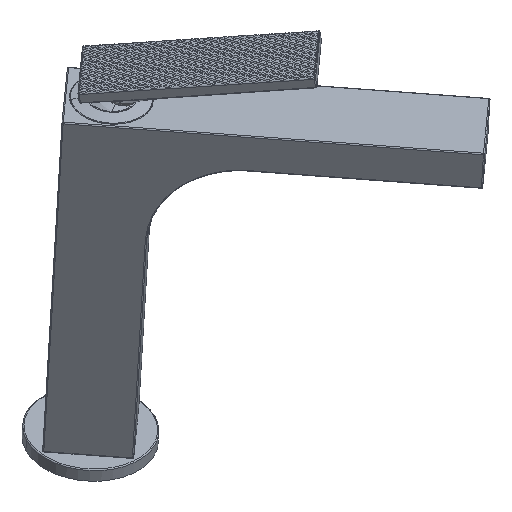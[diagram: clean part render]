
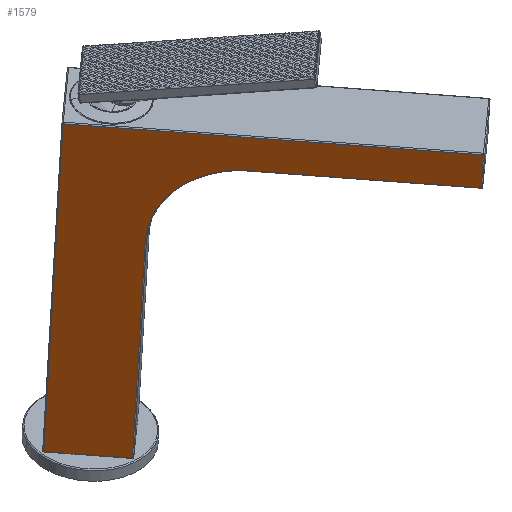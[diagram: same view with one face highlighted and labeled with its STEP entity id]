
A CAD part, isometric view. The second image highlights one B-rep face of the part: STEP entity #1579.
In plain terms, the highlighted face is planar.
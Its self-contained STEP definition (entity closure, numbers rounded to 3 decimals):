
#740=CARTESIAN_POINT('Vertex',(154.75,-18.75,179.5)) ;
#743=CARTESIAN_POINT('Line Origine',(154.75,-18.75,93.75)) ;
#747=CARTESIAN_POINT('Vertex',(154.75,-18.75,162.308)) ;
#770=CARTESIAN_POINT('Line Origine',(68.,-18.75,162.308)) ;
#774=CARTESIAN_POINT('Vertex',(58.75,-18.75,162.308)) ;
#941=CARTESIAN_POINT('Vertex',(18.25,-18.75,122.)) ;
#988=CARTESIAN_POINT('Control Point',(18.25,-18.75,122.)) ;
#989=CARTESIAN_POINT('Control Point',(18.25,-18.75,122.098)) ;
#990=CARTESIAN_POINT('Control Point',(18.25,-18.75,122.196)) ;
#991=CARTESIAN_POINT('Control Point',(18.251,-18.75,122.295)) ;
#992=CARTESIAN_POINT('Control Point',(18.284,-18.75,125.926)) ;
#993=CARTESIAN_POINT('Control Point',(18.729,-18.75,129.549)) ;
#994=CARTESIAN_POINT('Control Point',(19.552,-18.75,133.024)) ;
#995=CARTESIAN_POINT('Control Point',(21.355,-18.75,138.054)) ;
#996=CARTESIAN_POINT('Control Point',(23.957,-18.75,142.714)) ;
#997=CARTESIAN_POINT('Control Point',(24.902,-18.75,144.206)) ;
#998=CARTESIAN_POINT('Control Point',(26.18,-18.75,146.001)) ;
#999=CARTESIAN_POINT('Control Point',(27.573,-18.75,147.7)) ;
#1000=CARTESIAN_POINT('Control Point',(27.854,-18.75,148.033)) ;
#1001=CARTESIAN_POINT('Control Point',(28.424,-18.75,148.692)) ;
#1002=CARTESIAN_POINT('Control Point',(29.014,-18.75,149.337)) ;
#1003=CARTESIAN_POINT('Control Point',(29.313,-18.75,149.655)) ;
#1004=CARTESIAN_POINT('Control Point',(30.426,-18.75,150.809)) ;
#1005=CARTESIAN_POINT('Control Point',(31.602,-18.75,151.913)) ;
#1006=CARTESIAN_POINT('Control Point',(32.49,-18.75,152.689)) ;
#1007=CARTESIAN_POINT('Control Point',(33.867,-18.75,153.805)) ;
#1008=CARTESIAN_POINT('Control Point',(35.303,-18.75,154.845)) ;
#1009=CARTESIAN_POINT('Control Point',(35.787,-18.75,155.182)) ;
#1010=CARTESIAN_POINT('Control Point',(37.744,-18.75,156.494)) ;
#1011=CARTESIAN_POINT('Control Point',(39.796,-18.75,157.664)) ;
#1012=CARTESIAN_POINT('Control Point',(41.384,-18.75,158.459)) ;
#1013=CARTESIAN_POINT('Control Point',(43.558,-18.75,159.402)) ;
#1014=CARTESIAN_POINT('Control Point',(45.799,-18.75,160.186)) ;
#1015=CARTESIAN_POINT('Control Point',(46.36,-18.75,160.371)) ;
#1016=CARTESIAN_POINT('Control Point',(48.052,-18.75,160.894)) ;
#1017=CARTESIAN_POINT('Control Point',(49.769,-18.75,161.325)) ;
#1018=CARTESIAN_POINT('Control Point',(50.919,-18.75,161.568)) ;
#1019=CARTESIAN_POINT('Control Point',(53.149,-18.75,161.957)) ;
#1020=CARTESIAN_POINT('Control Point',(55.373,-18.75,162.188)) ;
#1021=CARTESIAN_POINT('Control Point',(56.445,-18.75,162.263)) ;
#1022=CARTESIAN_POINT('Control Point',(57.547,-18.75,162.304)) ;
#1023=CARTESIAN_POINT('Control Point',(58.643,-18.75,162.308)) ;
#1024=CARTESIAN_POINT('Control Point',(58.679,-18.75,162.308)) ;
#1025=CARTESIAN_POINT('Control Point',(58.714,-18.75,162.308)) ;
#1026=CARTESIAN_POINT('Control Point',(58.75,-18.75,162.308)) ;
#1047=CARTESIAN_POINT('Line Origine',(18.25,-18.75,93.75)) ;
#1051=CARTESIAN_POINT('Vertex',(18.25,-18.75,8.5)) ;
#1531=CARTESIAN_POINT('Vertex',(-18.25,-18.75,8.5)) ;
#1541=CARTESIAN_POINT('Line Origine',(68.25,-18.75,8.5)) ;
#1553=CARTESIAN_POINT('Axis2P3D Location',(0.,-18.75,0.)) ;
#1558=CARTESIAN_POINT('Line Origine',(68.25,-18.75,179.5)) ;
#1562=CARTESIAN_POINT('Vertex',(-18.25,-18.75,179.5)) ;
#1565=CARTESIAN_POINT('Line Origine',(-18.25,-18.75,94.)) ;
#745=VECTOR('Line Direction',#744,1.) ;
#772=VECTOR('Line Direction',#771,1.) ;
#1049=VECTOR('Line Direction',#1048,1.) ;
#1543=VECTOR('Line Direction',#1542,1.) ;
#1560=VECTOR('Line Direction',#1559,1.) ;
#1567=VECTOR('Line Direction',#1566,1.) ;
#744=DIRECTION('Vector Direction',(0.,0.,-1.)) ;
#771=DIRECTION('Vector Direction',(1.,0.,0.)) ;
#1048=DIRECTION('Vector Direction',(0.,0.,-1.)) ;
#1542=DIRECTION('Vector Direction',(1.,0.,0.)) ;
#1554=DIRECTION('Axis2P3D Direction',(0.,1.,-0.)) ;
#1555=DIRECTION('Axis2P3D XDirection',(-1.,0.,0.)) ;
#1559=DIRECTION('Vector Direction',(1.,0.,0.)) ;
#1566=DIRECTION('Vector Direction',(0.,0.,1.)) ;
#1556=AXIS2_PLACEMENT_3D('Plane Axis2P3D',#1553,#1554,#1555) ;
#746=LINE('Line',#743,#745) ;
#773=LINE('Line',#770,#772) ;
#1050=LINE('Line',#1047,#1049) ;
#1544=LINE('Line',#1541,#1543) ;
#1561=LINE('Line',#1558,#1560) ;
#1568=LINE('Line',#1565,#1567) ;
#1557=PLANE('',#1556) ;
#749=EDGE_CURVE('',#741,#748,#746,.T.) ;
#776=EDGE_CURVE('',#775,#748,#773,.T.) ;
#1027=EDGE_CURVE('',#942,#775,#987,.T.) ;
#1053=EDGE_CURVE('',#1052,#942,#1050,.F.) ;
#1545=EDGE_CURVE('',#1532,#1052,#1544,.T.) ;
#1564=EDGE_CURVE('',#1563,#741,#1561,.T.) ;
#1569=EDGE_CURVE('',#1532,#1563,#1568,.T.) ;
#1571=ORIENTED_EDGE('',*,*,#1545,.T.) ;
#1572=ORIENTED_EDGE('',*,*,#1053,.T.) ;
#1573=ORIENTED_EDGE('',*,*,#1027,.T.) ;
#1574=ORIENTED_EDGE('',*,*,#776,.T.) ;
#1575=ORIENTED_EDGE('',*,*,#749,.F.) ;
#1576=ORIENTED_EDGE('',*,*,#1564,.F.) ;
#1577=ORIENTED_EDGE('',*,*,#1569,.F.) ;
#1570=EDGE_LOOP('',(#1571,#1572,#1573,#1574,#1575,#1576,#1577)) ;
#741=VERTEX_POINT('',#740) ;
#748=VERTEX_POINT('',#747) ;
#775=VERTEX_POINT('',#774) ;
#942=VERTEX_POINT('',#941) ;
#1052=VERTEX_POINT('',#1051) ;
#1532=VERTEX_POINT('',#1531) ;
#1563=VERTEX_POINT('',#1562) ;
#1579=ADVANCED_FACE('Hauptk\X2\00F6\X0\rper',(#1578),#1557,.F.) ;
#987=B_SPLINE_CURVE_WITH_KNOTS('',5,(#988,#989,#990,#991,#992,#993,#994,#995,#996,#997,#998,#999,#1000,#1001,#1002,#1003,#1004,#1005,#1006,#1007,#1008,#1009,#1010,#1011,#1012,#1013,#1014,#1015,#1016,#1017,#1018,#1019,#1020,#1021,#1022,#1023,#1024,#1025,#1026),.UNSPECIFIED.,.F.,.U.,(6,3,3,3,3,3,3,3,3,3,3,3,6),(205.523,206.213,231.045,243.305,246.338,249.372,257.441,261.46,273.507,277.5,285.454,292.909,293.16),.UNSPECIFIED.) ;
#1578=FACE_OUTER_BOUND('',#1570,.T.) ;
